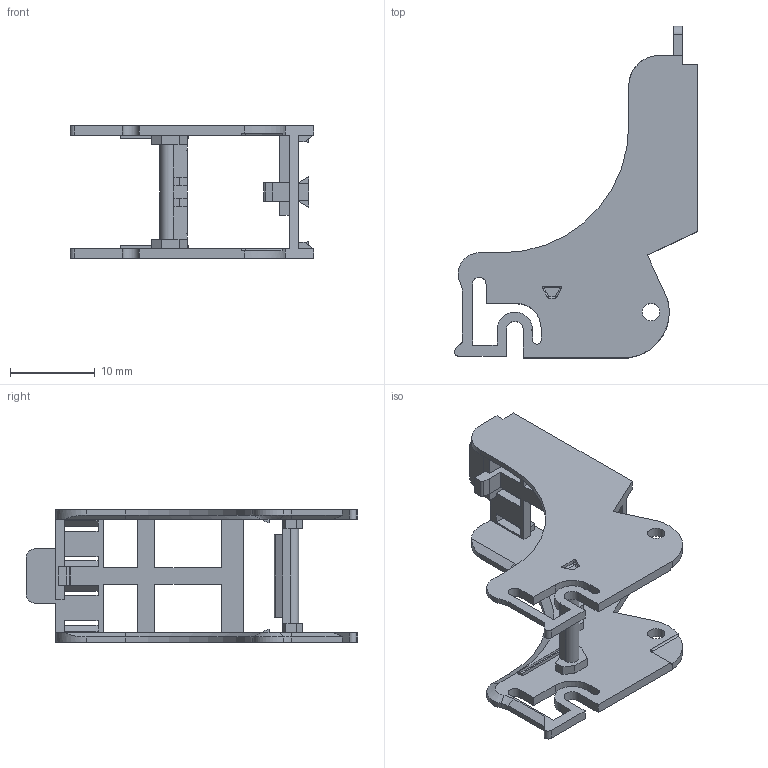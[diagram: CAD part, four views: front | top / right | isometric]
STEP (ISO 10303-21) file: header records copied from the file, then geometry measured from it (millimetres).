
FILE_DESCRIPTION(/* description */ (''),/* implementation_level */ '2;1');
FILE_NAME(/* name */ '82720011000_g.stp',/* time_stamp */ '2021-07-29T13:51:53+08:00',/* author */ (''),/* organization */ (''),/* preprocessor_version */ 'ST-DEVELOPER v15',/* originating_system */ 'SIEMENS PLM Software NX 8.5',/* authorisation */ '');
FILE_SCHEMA (('CONFIG_CONTROL_DESIGN'));
Length unit declared in the file: millimetre
Products named in the file (1): 82720011000_g
Bounding box: 28.74 x 39.2 x 15.7 mm (x, y, z)
Volume: 1354.1 mm3; surface area: 2961.1 mm2
Topology: 1 solids, 1 shells, 249 faces, 723 edges, 459 vertices
Faces by surface type: plane 176, cylinder 57, sphere 8, cone 6, bspline 1, torus 1
Full cylindrical faces by diameter (mm): 2.05 x2
Entity records: 8227 total; most frequent: CARTESIAN_POINT 1518, ORIENTED_EDGE 1426, DIRECTION 1320, EDGE_CURVE 713, LINE 570, VECTOR 570, VERTEX_POINT 459, AXIS2_PLACEMENT_3D 375
